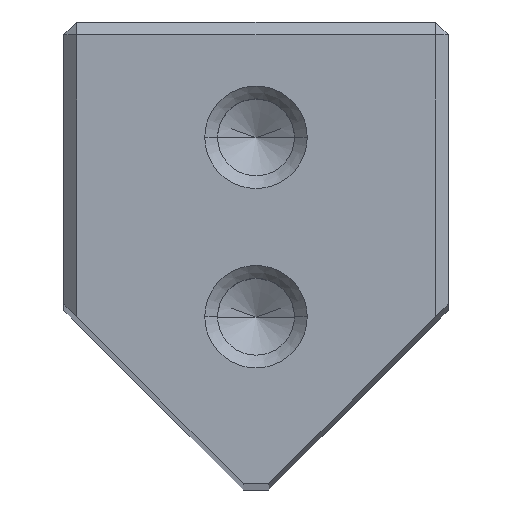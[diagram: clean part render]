
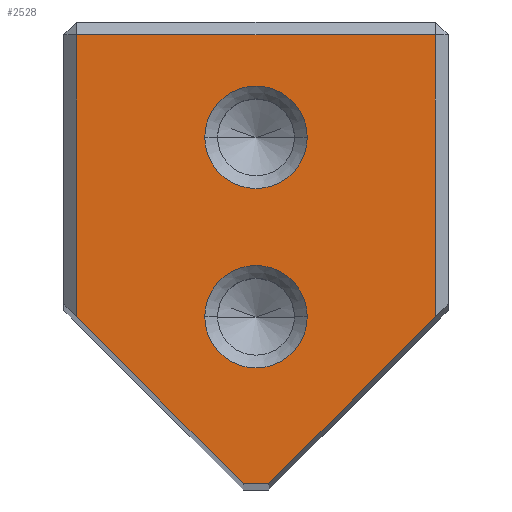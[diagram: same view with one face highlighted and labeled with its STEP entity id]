
A CAD part, top view. The second image highlights one B-rep face of the part: STEP entity #2528.
In plain terms, the highlighted planar face has unit normal (0, 0, 1).
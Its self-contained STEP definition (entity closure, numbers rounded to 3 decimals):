
#2528=ADVANCED_FACE('',(#3185,#3186,#3187),#2861,.T.);
#2861=PLANE('',#8687);
#3092=CIRCLE('',#8615,2.);
#3094=CIRCLE('',#8618,2.);
#3135=CIRCLE('',#8685,2.);
#3136=CIRCLE('',#8686,2.);
#3185=FACE_BOUND('',#3273,.T.);
#3186=FACE_BOUND('',#3274,.T.);
#3187=FACE_BOUND('',#3275,.T.);
#3273=EDGE_LOOP('',(#4208,#4209));
#3274=EDGE_LOOP('',(#4210,#4211));
#3275=EDGE_LOOP('',(#4212,#4213,#4214,#4215,#4216,#4217));
#4208=ORIENTED_EDGE('',*,*,#6557,.T.);
#4209=ORIENTED_EDGE('',*,*,#6657,.T.);
#4210=ORIENTED_EDGE('',*,*,#6553,.T.);
#4211=ORIENTED_EDGE('',*,*,#6658,.T.);
#4212=ORIENTED_EDGE('',*,*,#6639,.T.);
#4213=ORIENTED_EDGE('',*,*,#6659,.T.);
#4214=ORIENTED_EDGE('',*,*,#6660,.T.);
#4215=ORIENTED_EDGE('',*,*,#6661,.T.);
#4216=ORIENTED_EDGE('',*,*,#6645,.T.);
#4217=ORIENTED_EDGE('',*,*,#6641,.T.);
#5931=VERTEX_POINT('',#11076);
#5932=VERTEX_POINT('',#11078);
#5935=VERTEX_POINT('',#11085);
#5936=VERTEX_POINT('',#11087);
#5991=VERTEX_POINT('',#11253);
#5992=VERTEX_POINT('',#11255);
#5993=VERTEX_POINT('',#11259);
#5996=VERTEX_POINT('',#11267);
#6003=VERTEX_POINT('',#11291);
#6004=VERTEX_POINT('',#11293);
#6553=EDGE_CURVE('',#5932,#5931,#3092,.T.);
#6557=EDGE_CURVE('',#5936,#5935,#3094,.T.);
#6639=EDGE_CURVE('',#5992,#5991,#7443,.T.);
#6641=EDGE_CURVE('',#5993,#5992,#7445,.T.);
#6645=EDGE_CURVE('',#5996,#5993,#7449,.T.);
#6657=EDGE_CURVE('',#5935,#5936,#3135,.T.);
#6658=EDGE_CURVE('',#5931,#5932,#3136,.T.);
#6659=EDGE_CURVE('',#5991,#6003,#7458,.T.);
#6660=EDGE_CURVE('',#6003,#6004,#7459,.T.);
#6661=EDGE_CURVE('',#6004,#5996,#7460,.T.);
#7443=LINE('',#11254,#8124);
#7445=LINE('',#11258,#8126);
#7449=LINE('',#11266,#8130);
#7458=LINE('',#11290,#8139);
#7459=LINE('',#11292,#8140);
#7460=LINE('',#11294,#8141);
#8124=VECTOR('',#9323,1.);
#8126=VECTOR('',#9327,1.);
#8130=VECTOR('',#9333,1.);
#8139=VECTOR('',#9358,1.);
#8140=VECTOR('',#9359,1.);
#8141=VECTOR('',#9360,1.);
#8615=AXIS2_PLACEMENT_3D('',#11077,#9156,#9157);
#8618=AXIS2_PLACEMENT_3D('',#11086,#9164,#9165);
#8685=AXIS2_PLACEMENT_3D('',#11288,#9354,#9355);
#8686=AXIS2_PLACEMENT_3D('',#11289,#9356,#9357);
#8687=AXIS2_PLACEMENT_3D('',#11295,#9361,#9362);
#9156=DIRECTION('',(0.,0.,-1.));
#9157=DIRECTION('',(1.,0.,0.));
#9164=DIRECTION('',(0.,0.,-1.));
#9165=DIRECTION('',(1.,0.,0.));
#9323=DIRECTION('',(0.707,0.707,0.));
#9327=DIRECTION('',(1.,0.,0.));
#9333=DIRECTION('',(0.707,-0.707,0.));
#9354=DIRECTION('',(0.,0.,-1.));
#9355=DIRECTION('',(1.,0.,0.));
#9356=DIRECTION('',(0.,0.,-1.));
#9357=DIRECTION('',(1.,0.,0.));
#9358=DIRECTION('',(0.,1.,0.));
#9359=DIRECTION('',(-1.,0.,0.));
#9360=DIRECTION('',(0.,-1.,0.));
#9361=DIRECTION('',(0.,0.,1.));
#9362=DIRECTION('',(1.,0.,0.));
#11076=CARTESIAN_POINT('',(-2.,26.5,0.));
#11077=CARTESIAN_POINT('',(0.,26.5,0.));
#11078=CARTESIAN_POINT('',(2.,26.5,0.));
#11085=CARTESIAN_POINT('',(-2.,19.5,0.));
#11086=CARTESIAN_POINT('',(0.,19.5,0.));
#11087=CARTESIAN_POINT('',(2.,19.5,0.));
#11253=CARTESIAN_POINT('',(7.,19.5,0.));
#11254=CARTESIAN_POINT('',(0.5,13.,0.));
#11255=CARTESIAN_POINT('',(0.5,13.,0.));
#11258=CARTESIAN_POINT('',(-0.5,13.,0.));
#11259=CARTESIAN_POINT('',(-0.5,13.,0.));
#11266=CARTESIAN_POINT('',(-0.5,13.,0.));
#11267=CARTESIAN_POINT('',(-7.,19.5,0.));
#11288=CARTESIAN_POINT('',(0.,19.5,0.));
#11289=CARTESIAN_POINT('',(0.,26.5,0.));
#11290=CARTESIAN_POINT('',(7.,12.5,0.));
#11291=CARTESIAN_POINT('',(7.,30.5,0.));
#11292=CARTESIAN_POINT('',(0.,30.5,0.));
#11293=CARTESIAN_POINT('',(-7.,30.5,0.));
#11294=CARTESIAN_POINT('',(-7.,12.5,0.));
#11295=CARTESIAN_POINT('',(0.,12.5,0.));
